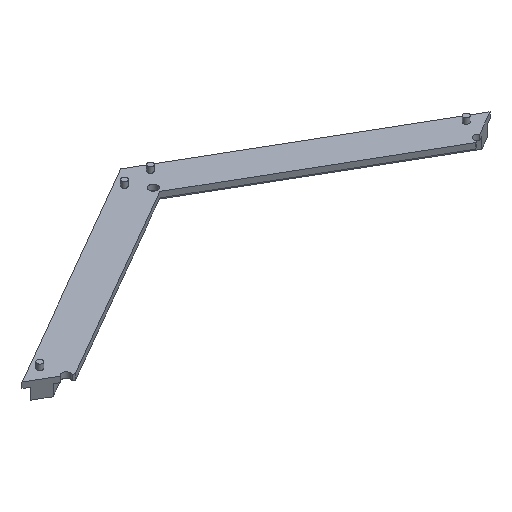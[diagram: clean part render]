
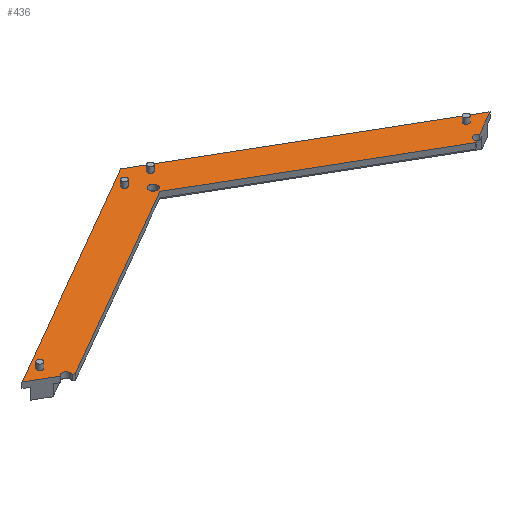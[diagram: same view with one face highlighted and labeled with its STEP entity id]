
A CAD part, isometric view. The second image highlights one B-rep face of the part: STEP entity #436.
In plain terms, the highlighted planar face has unit normal (0, 0, 1).
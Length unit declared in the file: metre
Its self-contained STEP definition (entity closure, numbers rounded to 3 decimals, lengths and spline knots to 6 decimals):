
#19=CIRCLE('',#477,0.002117);
#20=CIRCLE('',#478,0.002117);
#21=CIRCLE('',#479,0.002117);
#22=CIRCLE('',#480,0.002117);
#23=CIRCLE('',#481,0.003175);
#24=CIRCLE('',#482,0.003175);
#25=CIRCLE('',#483,0.003175);
#53=ORIENTED_EDGE('',*,*,#169,.F.);
#54=ORIENTED_EDGE('',*,*,#170,.F.);
#55=ORIENTED_EDGE('',*,*,#171,.F.);
#56=ORIENTED_EDGE('',*,*,#172,.F.);
#57=ORIENTED_EDGE('',*,*,#173,.T.);
#58=ORIENTED_EDGE('',*,*,#174,.T.);
#59=ORIENTED_EDGE('',*,*,#175,.T.);
#60=ORIENTED_EDGE('',*,*,#161,.T.);
#61=ORIENTED_EDGE('',*,*,#176,.T.);
#62=ORIENTED_EDGE('',*,*,#177,.T.);
#63=ORIENTED_EDGE('',*,*,#154,.T.);
#64=ORIENTED_EDGE('',*,*,#178,.F.);
#65=ORIENTED_EDGE('',*,*,#152,.T.);
#66=ORIENTED_EDGE('',*,*,#179,.F.);
#67=ORIENTED_EDGE('',*,*,#180,.F.);
#152=EDGE_CURVE('',#208,#210,#252,.T.);
#154=EDGE_CURVE('',#213,#211,#254,.T.);
#161=EDGE_CURVE('',#219,#220,#261,.T.);
#169=EDGE_CURVE('',#227,#227,#19,.T.);
#170=EDGE_CURVE('',#228,#228,#20,.T.);
#171=EDGE_CURVE('',#229,#229,#21,.T.);
#172=EDGE_CURVE('',#230,#230,#22,.T.);
#173=EDGE_CURVE('',#231,#231,#23,.F.);
#174=EDGE_CURVE('',#232,#233,#269,.T.);
#175=EDGE_CURVE('',#233,#219,#24,.F.);
#176=EDGE_CURVE('',#220,#234,#270,.T.);
#177=EDGE_CURVE('',#234,#213,#271,.T.);
#178=EDGE_CURVE('',#208,#211,#25,.T.);
#179=EDGE_CURVE('',#235,#210,#272,.T.);
#180=EDGE_CURVE('',#232,#235,#273,.T.);
#208=VERTEX_POINT('',#646);
#210=VERTEX_POINT('',#650);
#211=VERTEX_POINT('',#654);
#213=VERTEX_POINT('',#657);
#219=VERTEX_POINT('',#671);
#220=VERTEX_POINT('',#672);
#227=VERTEX_POINT('',#688);
#228=VERTEX_POINT('',#690);
#229=VERTEX_POINT('',#692);
#230=VERTEX_POINT('',#694);
#231=VERTEX_POINT('',#696);
#232=VERTEX_POINT('',#698);
#233=VERTEX_POINT('',#699);
#234=VERTEX_POINT('',#702);
#235=VERTEX_POINT('',#706);
#252=LINE('',#651,#296);
#254=LINE('',#656,#298);
#261=LINE('',#670,#305);
#269=LINE('',#697,#313);
#270=LINE('',#701,#314);
#271=LINE('',#703,#315);
#272=LINE('',#705,#316);
#273=LINE('',#707,#317);
#296=VECTOR('',#521,1.);
#298=VECTOR('',#525,1.);
#305=VECTOR('',#534,1.);
#313=VECTOR('',#554,1.);
#314=VECTOR('',#557,1.);
#315=VECTOR('',#558,1.);
#316=VECTOR('',#561,1.);
#317=VECTOR('',#562,1.);
#340=EDGE_LOOP('',(#53));
#341=EDGE_LOOP('',(#54));
#342=EDGE_LOOP('',(#55));
#343=EDGE_LOOP('',(#56));
#344=EDGE_LOOP('',(#57));
#345=EDGE_LOOP('',(#58,#59,#60,#61,#62,#63,#64,#65,#66,#67));
#378=FACE_BOUND('',#340,.T.);
#379=FACE_BOUND('',#341,.T.);
#380=FACE_BOUND('',#342,.T.);
#381=FACE_BOUND('',#343,.T.);
#382=FACE_BOUND('',#344,.T.);
#383=FACE_BOUND('',#345,.T.);
#416=PLANE('',#476);
#436=ADVANCED_FACE('',(#378,#379,#380,#381,#382,#383),#416,.T.);
#476=AXIS2_PLACEMENT_3D('',#686,#542,#543);
#477=AXIS2_PLACEMENT_3D('',#687,#544,#545);
#478=AXIS2_PLACEMENT_3D('',#689,#546,#547);
#479=AXIS2_PLACEMENT_3D('',#691,#548,#549);
#480=AXIS2_PLACEMENT_3D('',#693,#550,#551);
#481=AXIS2_PLACEMENT_3D('',#695,#552,#553);
#482=AXIS2_PLACEMENT_3D('',#700,#555,#556);
#483=AXIS2_PLACEMENT_3D('',#704,#559,#560);
#521=DIRECTION('',(0.866,-0.5,0.));
#525=DIRECTION('',(0.866,-0.5,0.));
#534=DIRECTION('',(0.866,0.5,0.));
#542=DIRECTION('',(0.,0.,1.));
#543=DIRECTION('',(1.,0.,0.));
#544=DIRECTION('',(0.,0.,1.));
#545=DIRECTION('',(1.,0.,0.));
#546=DIRECTION('',(0.,0.,1.));
#547=DIRECTION('',(1.,0.,0.));
#548=DIRECTION('',(0.,0.,1.));
#549=DIRECTION('',(1.,0.,0.));
#550=DIRECTION('',(0.,0.,1.));
#551=DIRECTION('',(1.,0.,0.));
#552=DIRECTION('',(0.,0.,1.));
#553=DIRECTION('',(1.,0.,0.));
#554=DIRECTION('',(0.866,0.5,0.));
#555=DIRECTION('',(0.,0.,1.));
#556=DIRECTION('',(1.,0.,0.));
#557=DIRECTION('',(-0.866,0.5,0.));
#558=DIRECTION('',(-0.866,-0.5,0.));
#559=DIRECTION('',(0.,0.,1.));
#560=DIRECTION('',(1.,0.,0.));
#561=DIRECTION('',(-0.866,-0.5,0.));
#562=DIRECTION('',(-0.866,0.5,0.));
#646=CARTESIAN_POINT('',(-0.15206,0.087792,0.004233));
#650=CARTESIAN_POINT('',(-0.150576,0.086935,0.004233));
#651=CARTESIAN_POINT('',(-0.163276,0.094268,0.004233));
#654=CARTESIAN_POINT('',(-0.157559,0.090967,0.004233));
#656=CARTESIAN_POINT('',(-0.163276,0.094268,0.004233));
#657=CARTESIAN_POINT('',(-0.175976,0.1016,0.004233));
#670=CARTESIAN_POINT('',(0.163276,0.094268,0.004233));
#671=CARTESIAN_POINT('',(0.157559,0.090967,0.004233));
#672=CARTESIAN_POINT('',(0.175976,0.1016,0.004233));
#686=CARTESIAN_POINT('',(0.,0.,0.004233));
#687=CARTESIAN_POINT('',(0.160353,0.103869,0.004233));
#688=CARTESIAN_POINT('',(0.162469,0.103869,0.004233));
#689=CARTESIAN_POINT('',(-0.160353,0.103869,0.004233));
#690=CARTESIAN_POINT('',(-0.158236,0.103869,0.004233));
#691=CARTESIAN_POINT('',(-0.009776,0.190804,0.004233));
#692=CARTESIAN_POINT('',(-0.00766,0.190804,0.004233));
#693=CARTESIAN_POINT('',(0.009776,0.190804,0.004233));
#694=CARTESIAN_POINT('',(0.011893,0.190804,0.004233));
#695=CARTESIAN_POINT('',(0.,0.178759,0.004233));
#696=CARTESIAN_POINT('',(0.003175,0.178759,0.004233));
#697=CARTESIAN_POINT('',(0.163276,0.094268,0.004233));
#698=CARTESIAN_POINT('',(0.150576,0.086935,0.004233));
#699=CARTESIAN_POINT('',(0.15206,0.087792,0.004233));
#700=CARTESIAN_POINT('',(0.15481,0.089379,0.004233));
#701=CARTESIAN_POINT('',(0.087988,0.1524,0.004233));
#702=CARTESIAN_POINT('',(0.,0.2032,0.004233));
#703=CARTESIAN_POINT('',(-0.087988,0.1524,0.004233));
#704=CARTESIAN_POINT('',(-0.15481,0.089379,0.004233));
#705=CARTESIAN_POINT('',(-0.075288,0.130403,0.004233));
#706=CARTESIAN_POINT('',(0.,0.173871,0.004233));
#707=CARTESIAN_POINT('',(0.075288,0.130403,0.004233));
